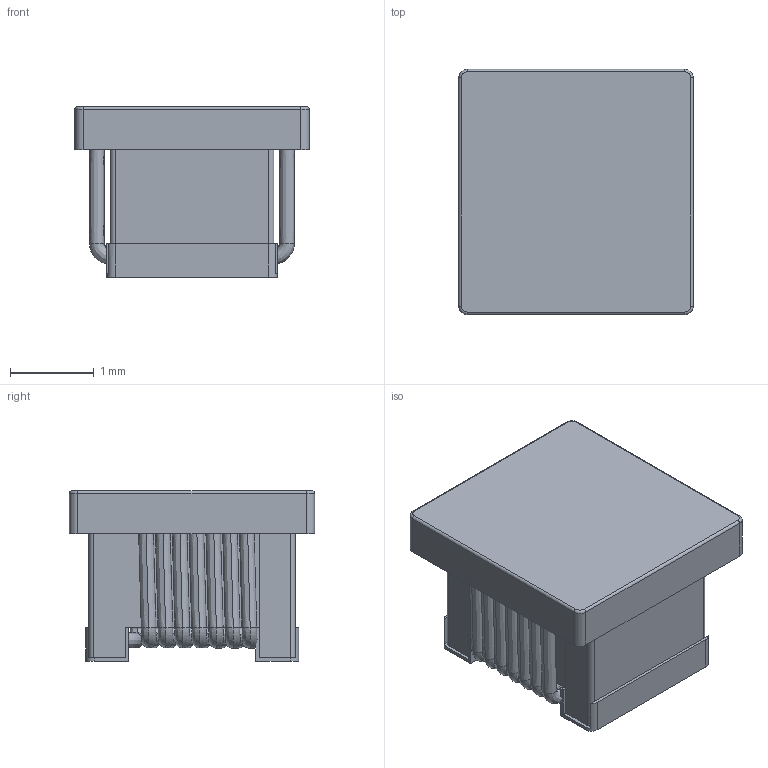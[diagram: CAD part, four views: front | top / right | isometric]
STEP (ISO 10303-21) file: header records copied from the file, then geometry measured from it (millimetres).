
FILE_DESCRIPTION (( 'STEP AP214' ), '1' );
FILE_NAME ('User Library-1008CS.STEP', '2016-12-10T12:09:16', ( 'Windows User' ), ( '' ), 'SwSTEP 2.0', 'SolidWorks 2016', '' );
FILE_SCHEMA (( 'AUTOMOTIVE_DESIGN' ));
Length unit declared in the file: millimetre
Products named in the file (1): User Library-1008CS
Bounding box: 2.79 x 2.92 x 2.03 mm (x, y, z)
Volume: 11.5 mm3; surface area: 82.7 mm2
Topology: 5 solids, 5 shells, 183 faces, 393 edges, 220 vertices
Faces by surface type: bspline 118, plane 45, cylinder 16, torus 4
Entity records: 14679 total; most frequent: CARTESIAN_POINT 9425, ORIENTED_EDGE 786, DIRECTION 566, EDGE_CURVE 393, AXIS2_PLACEMENT_3D 227, VERTEX_POINT 220, EDGE_LOOP 185, ADVANCED_FACE 183
